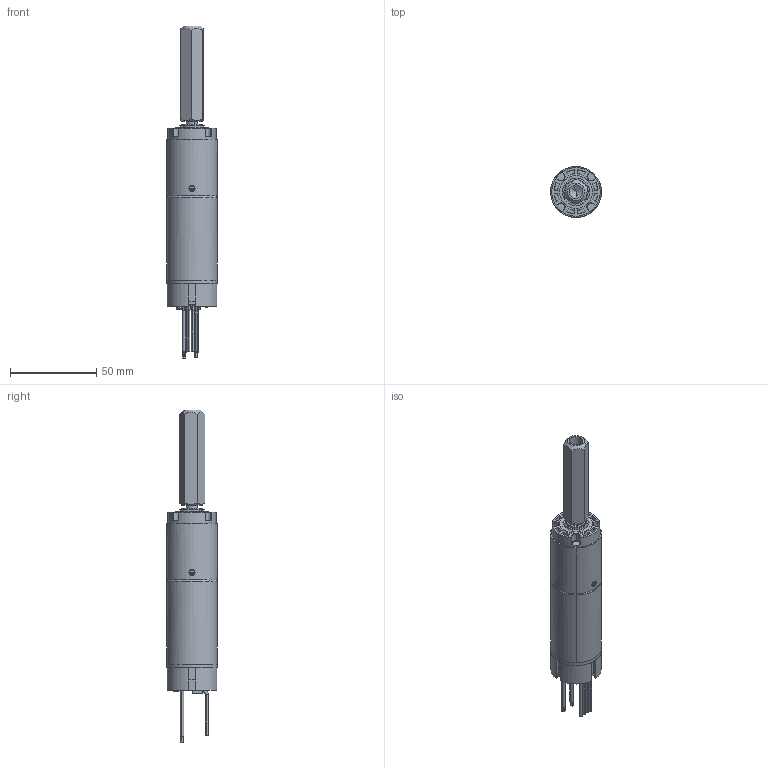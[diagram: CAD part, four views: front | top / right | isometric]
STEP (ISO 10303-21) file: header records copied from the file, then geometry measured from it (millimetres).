
FILE_DESCRIPTION (( 'STEP AP214' ), '1' );
FILE_NAME ('JE-PLG-410 & hex adapter.STEP', '2021-12-27T18:55:18', ( '' ), ( '' ), 'SwSTEP 2.0', 'SolidWorks 2016', '' );
FILE_SCHEMA (( 'AUTOMOTIVE_DESIGN' ));
Length unit declared in the file: millimetre
Products named in the file (3): JE-PLG-410 & hex adapter; JE-PLG-ADPTR-2_default; JE-PLG-410 from fusion
Assembly tree (2 placements, depth 2):
  JE-PLG-410 & hex adapter
    JE-PLG-410 from fusion
    JE-PLG-ADPTR-2_default
Bounding box: 29.84 x 29.64 x 191.95 mm (x, y, z)
Volume: 33604.9 mm3; surface area: 35274.6 mm2
Topology: 20 solids, 28 shells, 1926 faces, 5181 edges, 3232 vertices
Faces by surface type: plane 814, cylinder 770, bspline 197, cone 123, torus 22
Entity records: 85266 total; most frequent: CARTESIAN_POINT 18886, ORIENTED_EDGE 10140, DIRECTION 9854, EDGE_CURVE 5070, AXIS2_PLACEMENT_3D 3527, VERTEX_POINT 3232, VECTOR 2800, LINE 2800
